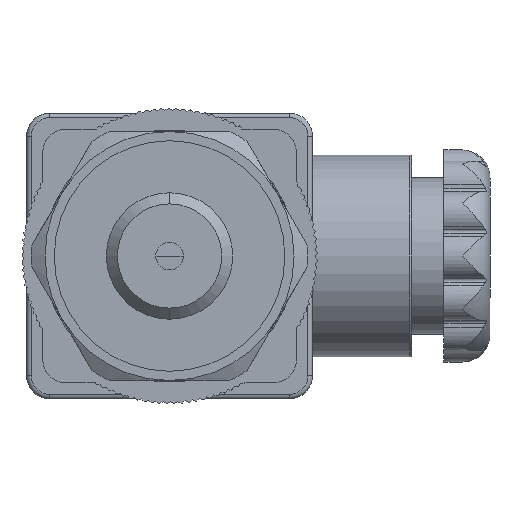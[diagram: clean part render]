
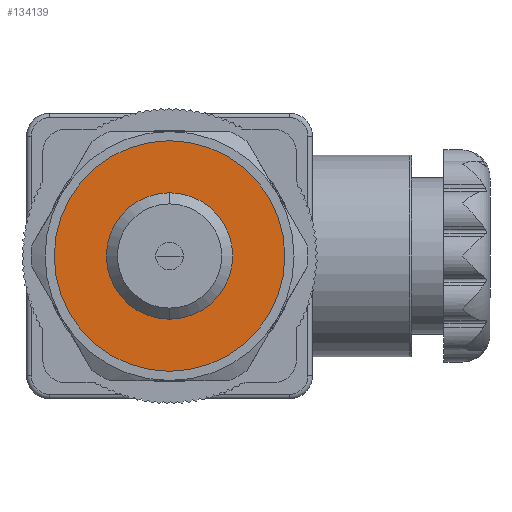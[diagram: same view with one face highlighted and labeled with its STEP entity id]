
A CAD part, front view. The second image highlights one B-rep face of the part: STEP entity #134139.
In plain terms, the highlighted planar face has unit normal (0, -1, 0).
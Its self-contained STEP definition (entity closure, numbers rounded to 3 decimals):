
#1487 = CIRCLE ( 'NONE', #8341, 12.5 ) ;
#5711 = DIRECTION ( 'NONE',  ( 0., 1., 0. ) ) ;
#6395 = EDGE_LOOP ( 'NONE', ( #76922, #94255 ) ) ;
#7079 = VERTEX_POINT ( 'NONE', #29514 ) ;
#8341 = AXIS2_PLACEMENT_3D ( 'NONE', #37381, #71939, #61078 ) ;
#9524 = EDGE_CURVE ( 'NONE', #20258, #77664, #1487, .T. ) ;
#9570 = DIRECTION ( 'NONE',  ( 0., 1., 0. ) ) ;
#13830 = EDGE_CURVE ( 'NONE', #77664, #20258, #115850, .T. ) ;
#20258 = VERTEX_POINT ( 'NONE', #25860 ) ;
#21824 = CARTESIAN_POINT ( 'NONE',  ( 0., 0., 0. ) ) ;
#21993 = VERTEX_POINT ( 'NONE', #57371 ) ;
#25860 = CARTESIAN_POINT ( 'NONE',  ( 0., 0., 12.5 ) ) ;
#27147 = DIRECTION ( 'NONE',  ( 0., 1., 0. ) ) ;
#29451 = PLANE ( 'NONE',  #38429 ) ;
#29514 = CARTESIAN_POINT ( 'NONE',  ( 0., 0., -6.855 ) ) ;
#37381 = CARTESIAN_POINT ( 'NONE',  ( 0., 0., 0. ) ) ;
#37952 = CARTESIAN_POINT ( 'NONE',  ( 0., 0., 0. ) ) ;
#38429 = AXIS2_PLACEMENT_3D ( 'NONE', #117403, #5711, #137670 ) ;
#41701 = CARTESIAN_POINT ( 'NONE',  ( 0., 0., -12.5 ) ) ;
#42741 = DIRECTION ( 'NONE',  ( 0., 0., 1. ) ) ;
#44195 = DIRECTION ( 'NONE',  ( 0., 0., 1. ) ) ;
#49681 = FACE_BOUND ( 'NONE', #6395, .T. ) ;
#53569 = AXIS2_PLACEMENT_3D ( 'NONE', #37952, #27147, #103499 ) ;
#57371 = CARTESIAN_POINT ( 'NONE',  ( 0., 0., 6.855 ) ) ;
#60559 = CIRCLE ( 'NONE', #122745, 6.855 ) ;
#61078 = DIRECTION ( 'NONE',  ( 0., 0., 1. ) ) ;
#65090 = CARTESIAN_POINT ( 'NONE',  ( 0., 0., 0. ) ) ;
#65402 = ORIENTED_EDGE ( 'NONE', *, *, #13830, .F. ) ;
#71939 = DIRECTION ( 'NONE',  ( 0., 1., 0. ) ) ;
#76922 = ORIENTED_EDGE ( 'NONE', *, *, #111319, .T. ) ;
#77664 = VERTEX_POINT ( 'NONE', #41701 ) ;
#84072 = DIRECTION ( 'NONE',  ( 0., 1., 0. ) ) ;
#94255 = ORIENTED_EDGE ( 'NONE', *, *, #114612, .T. ) ;
#99767 = CIRCLE ( 'NONE', #138952, 6.855 ) ;
#103499 = DIRECTION ( 'NONE',  ( 0., 0., 1. ) ) ;
#109767 = ORIENTED_EDGE ( 'NONE', *, *, #9524, .F. ) ;
#111319 = EDGE_CURVE ( 'NONE', #21993, #7079, #99767, .T. ) ;
#114612 = EDGE_CURVE ( 'NONE', #7079, #21993, #60559, .T. ) ;
#115850 = CIRCLE ( 'NONE', #53569, 12.5 ) ;
#117403 = CARTESIAN_POINT ( 'NONE',  ( -12.5, 0., 0. ) ) ;
#119990 = EDGE_LOOP ( 'NONE', ( #109767, #65402 ) ) ;
#122745 = AXIS2_PLACEMENT_3D ( 'NONE', #21824, #84072, #44195 ) ;
#128252 = FACE_OUTER_BOUND ( 'NONE', #119990, .T. ) ;
#134139 = ADVANCED_FACE ( 'NONE', ( #128252, #49681 ), #29451, .F. ) ;
#137670 = DIRECTION ( 'NONE',  ( 0., 0., 1. ) ) ;
#138952 = AXIS2_PLACEMENT_3D ( 'NONE', #65090, #9570, #42741 ) ;
